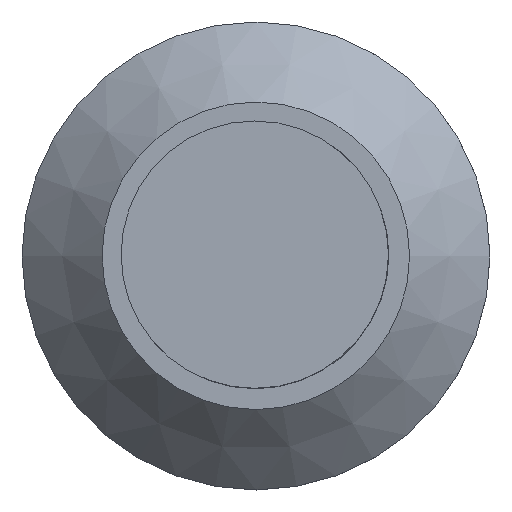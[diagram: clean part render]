
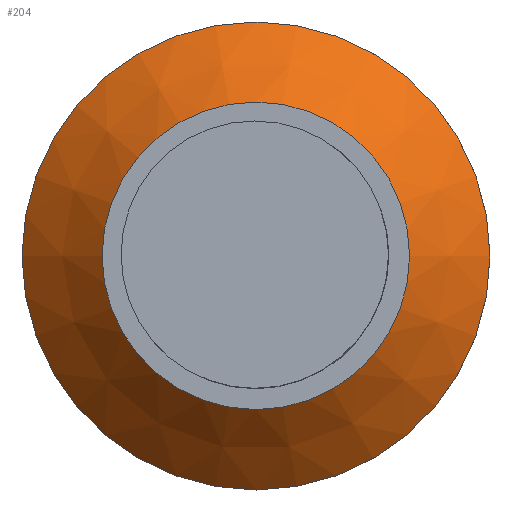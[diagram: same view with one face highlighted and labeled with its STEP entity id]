
A CAD part, top view. The second image highlights one B-rep face of the part: STEP entity #204.
In plain terms, the highlighted conical face has half-angle 45 degrees and reference radius 1.15 mm.
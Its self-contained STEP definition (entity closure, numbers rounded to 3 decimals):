
#15=CONICAL_SURFACE('',#246,1.15,0.785);
#22=LINE('',#373,#28);
#28=VECTOR('',#303,1.15);
#42=FACE_OUTER_BOUND('',#56,.T.);
#56=EDGE_LOOP('',(#159,#160,#161,#162,#163,#164));
#73=CIRCLE('',#244,1.15);
#74=CIRCLE('',#245,1.15);
#75=CIRCLE('',#247,1.75);
#76=CIRCLE('',#248,1.75);
#95=VERTEX_POINT('',#365);
#96=VERTEX_POINT('',#366);
#97=VERTEX_POINT('',#370);
#98=VERTEX_POINT('',#371);
#119=EDGE_CURVE('',#95,#96,#73,.T.);
#120=EDGE_CURVE('',#96,#95,#74,.T.);
#121=EDGE_CURVE('',#97,#98,#75,.T.);
#122=EDGE_CURVE('',#98,#96,#22,.T.);
#123=EDGE_CURVE('',#98,#97,#76,.T.);
#159=ORIENTED_EDGE('',*,*,#121,.T.);
#160=ORIENTED_EDGE('',*,*,#122,.T.);
#161=ORIENTED_EDGE('',*,*,#119,.F.);
#162=ORIENTED_EDGE('',*,*,#120,.F.);
#163=ORIENTED_EDGE('',*,*,#122,.F.);
#164=ORIENTED_EDGE('',*,*,#123,.T.);
#204=ADVANCED_FACE('',(#42),#15,.T.);
#244=AXIS2_PLACEMENT_3D('',#367,#295,#296);
#245=AXIS2_PLACEMENT_3D('',#368,#297,#298);
#246=AXIS2_PLACEMENT_3D('',#369,#299,#300);
#247=AXIS2_PLACEMENT_3D('',#372,#301,#302);
#248=AXIS2_PLACEMENT_3D('',#374,#304,#305);
#295=DIRECTION('center_axis',(-0.002,0.,
1.));
#296=DIRECTION('ref_axis',(-1.,0.,-0.002));
#297=DIRECTION('center_axis',(-0.002,0.,
1.));
#298=DIRECTION('ref_axis',(-1.,0.,-0.002));
#299=DIRECTION('center_axis',(0.002,0.,
-1.));
#300=DIRECTION('ref_axis',(-1.,0.,-0.002));
#301=DIRECTION('center_axis',(-0.002,0.,
1.));
#302=DIRECTION('ref_axis',(-1.,0.,-0.002));
#303=DIRECTION('',(-0.708,0.,0.706));
#304=DIRECTION('center_axis',(-0.002,0.,
1.));
#305=DIRECTION('ref_axis',(-1.,0.,-0.002));
#365=CARTESIAN_POINT('',(-1.152,0.,0.798));
#366=CARTESIAN_POINT('',(1.148,0.,0.802));
#367=CARTESIAN_POINT('Origin',(-0.002,0.,
0.8));
#368=CARTESIAN_POINT('Origin',(-0.002,0.,
0.8));
#369=CARTESIAN_POINT('Origin',(-0.002,0.,
0.8));
#370=CARTESIAN_POINT('',(-1.751,0.,0.197));
#371=CARTESIAN_POINT('',(1.749,0.,0.203));
#372=CARTESIAN_POINT('Origin',(-0.001,0.,
0.2));
#373=CARTESIAN_POINT('',(1.148,0.,0.802));
#374=CARTESIAN_POINT('Origin',(-0.001,0.,
0.2));
